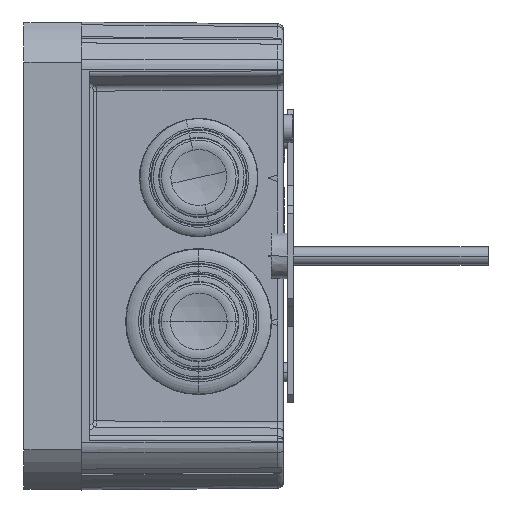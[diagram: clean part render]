
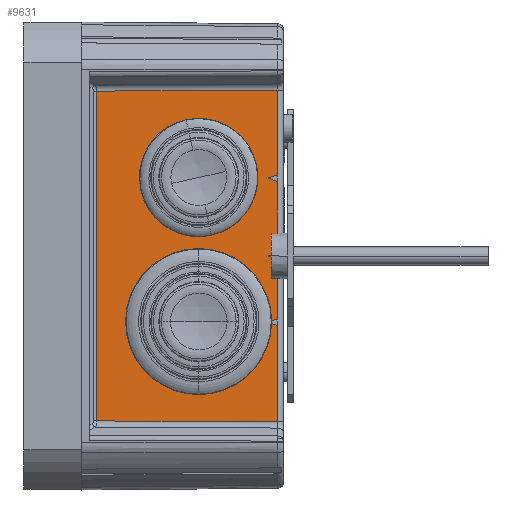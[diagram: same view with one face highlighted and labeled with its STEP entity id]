
A CAD part, left-side view. The second image highlights one B-rep face of the part: STEP entity #9631.
In plain terms, the highlighted planar face has unit normal (-1, -0.009, 0).
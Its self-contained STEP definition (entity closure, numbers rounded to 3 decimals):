
#37 = CARTESIAN_POINT ( 'NONE',  ( -69.904, 1.437, 20.271 ) ) ;
#183 = ORIENTED_EDGE ( 'NONE', *, *, #19244, .T. ) ;
#592 = CARTESIAN_POINT ( 'NONE',  ( -69.923, 3.537, 19.4 ) ) ;
#662 = CARTESIAN_POINT ( 'NONE',  ( -69.904, 1.437, 41.318 ) ) ;
#1296 = LINE ( 'NONE', #27378, #37422 ) ;
#1571 = VERTEX_POINT ( 'NONE', #4568 ) ;
#2230 = VERTEX_POINT ( 'NONE', #4196 ) ;
#2420 = DIRECTION ( 'NONE',  ( -0.008, 0.94, 0.342 ) ) ;
#2571 = CARTESIAN_POINT ( 'NONE',  ( -69.904, 1.437, -17.371 ) ) ;
#2583 = VECTOR ( 'NONE', #20853, 1000. ) ;
#2658 = VERTEX_POINT ( 'NONE', #10640 ) ;
#2739 = DIRECTION ( 'NONE',  ( 0.009, -1., -0.005 ) ) ;
#3043 = DIRECTION ( 'NONE',  ( 0., 0., -1. ) ) ;
#3361 = ORIENTED_EDGE ( 'NONE', *, *, #28022, .T. ) ;
#4196 = CARTESIAN_POINT ( 'NONE',  ( -69.904, 1.437, -15.629 ) ) ;
#4316 = DIRECTION ( 'NONE',  ( 0.009, -1., 0. ) ) ;
#4568 = CARTESIAN_POINT ( 'NONE',  ( -70.298, 46.525, 41.086 ) ) ;
#5355 = EDGE_CURVE ( 'NONE', #7613, #38850, #29737, .T. ) ;
#6096 = VECTOR ( 'NONE', #25778, 1000. ) ;
#6310 = ORIENTED_EDGE ( 'NONE', *, *, #32576, .T. ) ;
#6388 = EDGE_CURVE ( 'NONE', #31203, #2230, #39083, .T. ) ;
#6414 = CARTESIAN_POINT ( 'NONE',  ( -69.923, 3.571, -16.406 ) ) ;
#6946 = VERTEX_POINT ( 'NONE', #16298 ) ;
#7613 = VERTEX_POINT ( 'NONE', #31251 ) ;
#7978 = ORIENTED_EDGE ( 'NONE', *, *, #34981, .T. ) ;
#8217 = EDGE_CURVE ( 'NONE', #23890, #32989, #31430, .T. ) ;
#8401 = VECTOR ( 'NONE', #32025, 1000. ) ;
#9631 = ADVANCED_FACE ( 'NONE', ( #13717 ), #35326, .T. ) ;
#9691 = AXIS2_PLACEMENT_3D ( 'NONE', #592, #35726, #28827 ) ;
#10537 = CARTESIAN_POINT ( 'NONE',  ( -69.923, 3.571, -0.094 ) ) ;
#10631 = VERTEX_POINT ( 'NONE', #32923 ) ;
#10640 = CARTESIAN_POINT ( 'NONE',  ( -69.923, 3.571, 0.094 ) ) ;
#10866 = ORIENTED_EDGE ( 'NONE', *, *, #28551, .T. ) ;
#11878 = CARTESIAN_POINT ( 'NONE',  ( -69.923, 3.537, -16.5 ) ) ;
#12227 = ORIENTED_EDGE ( 'NONE', *, *, #30090, .T. ) ;
#12938 = ORIENTED_EDGE ( 'NONE', *, *, #17782, .T. ) ;
#13446 = VECTOR ( 'NONE', #32312, 1000. ) ;
#13489 = CARTESIAN_POINT ( 'NONE',  ( -69.904, 1.437, -0.871 ) ) ;
#13567 = ORIENTED_EDGE ( 'NONE', *, *, #18236, .T. ) ;
#13717 = FACE_OUTER_BOUND ( 'NONE', #29850, .T. ) ;
#14041 = CARTESIAN_POINT ( 'NONE',  ( -70.301, 46.929, 41.084 ) ) ;
#14071 = LINE ( 'NONE', #19706, #8401 ) ;
#14683 = LINE ( 'NONE', #19306, #34891 ) ;
#14690 = EDGE_CURVE ( 'NONE', #1571, #24700, #14683, .T. ) ;
#14699 = CARTESIAN_POINT ( 'NONE',  ( -69.904, 1.437, 41.318 ) ) ;
#15052 = DIRECTION ( 'NONE',  ( 1., 0.009, 0. ) ) ;
#15185 = VECTOR ( 'NONE', #22266, 1000. ) ;
#15418 = CARTESIAN_POINT ( 'NONE',  ( -69.892, 0., 42.347 ) ) ;
#16298 = CARTESIAN_POINT ( 'NONE',  ( -69.904, 1.437, 41.311 ) ) ;
#16957 = DIRECTION ( 'NONE',  ( -0.009, 1., 0. ) ) ;
#17099 = DIRECTION ( 'NONE',  ( -0.009, 1., -0.005 ) ) ;
#17719 = DIRECTION ( 'NONE',  ( 0.008, -0.94, 0.342 ) ) ;
#17782 = EDGE_CURVE ( 'NONE', #32989, #2658, #33393, .T. ) ;
#18178 = LINE ( 'NONE', #27035, #21544 ) ;
#18236 = EDGE_CURVE ( 'NONE', #10631, #31203, #33324, .T. ) ;
#18402 = VECTOR ( 'NONE', #2420, 1000. ) ;
#19244 = EDGE_CURVE ( 'NONE', #34173, #32379, #35723, .T. ) ;
#19306 = CARTESIAN_POINT ( 'NONE',  ( -70.298, 46.525, -41.084 ) ) ;
#19563 = AXIS2_PLACEMENT_3D ( 'NONE', #20807, #15052, #27708 ) ;
#19706 = CARTESIAN_POINT ( 'NONE',  ( -69.904, 1.437, 20.271 ) ) ;
#20581 = AXIS2_PLACEMENT_3D ( 'NONE', #11878, #29340, #16957 ) ;
#20649 = CARTESIAN_POINT ( 'NONE',  ( -69.923, 3.571, 19.306 ) ) ;
#20807 = CARTESIAN_POINT ( 'NONE',  ( -69.923, 3.537, 0. ) ) ;
#20853 = DIRECTION ( 'NONE',  ( 0., 0., 1. ) ) ;
#20943 = LINE ( 'NONE', #662, #31981 ) ;
#21219 = CARTESIAN_POINT ( 'NONE',  ( -69.904, 1.437, -17.371 ) ) ;
#21433 = LINE ( 'NONE', #2571, #23124 ) ;
#21544 = VECTOR ( 'NONE', #2739, 1000. ) ;
#22004 = LINE ( 'NONE', #39240, #38430 ) ;
#22192 = CARTESIAN_POINT ( 'NONE',  ( -69.904, 1.437, 18.529 ) ) ;
#22266 = DIRECTION ( 'NONE',  ( 0., 0., 1. ) ) ;
#22917 = CARTESIAN_POINT ( 'NONE',  ( -70.298, 46.525, -41.086 ) ) ;
#22972 = ORIENTED_EDGE ( 'NONE', *, *, #27530, .T. ) ;
#23124 = VECTOR ( 'NONE', #39090, 1000. ) ;
#23681 = VERTEX_POINT ( 'NONE', #21219 ) ;
#23733 = VERTEX_POINT ( 'NONE', #37 ) ;
#23890 = VERTEX_POINT ( 'NONE', #13489 ) ;
#24700 = VERTEX_POINT ( 'NONE', #22917 ) ;
#24777 = ORIENTED_EDGE ( 'NONE', *, *, #5355, .T. ) ;
#25079 = DIRECTION ( 'NONE',  ( 0., 0., 1. ) ) ;
#25325 = LINE ( 'NONE', #14041, #38044 ) ;
#25778 = DIRECTION ( 'NONE',  ( -0.008, 0.94, 0.342 ) ) ;
#26506 = CARTESIAN_POINT ( 'NONE',  ( -69.923, 3.571, 19.494 ) ) ;
#27035 = CARTESIAN_POINT ( 'NONE',  ( -69.892, -0.005, -41.318 ) ) ;
#27378 = CARTESIAN_POINT ( 'NONE',  ( -69.904, 1.437, 41.318 ) ) ;
#27530 = EDGE_CURVE ( 'NONE', #2230, #23890, #20943, .T. ) ;
#27708 = DIRECTION ( 'NONE',  ( -0.009, 1., 0. ) ) ;
#28022 = EDGE_CURVE ( 'NONE', #23733, #6946, #1296, .T. ) ;
#28070 = CARTESIAN_POINT ( 'NONE',  ( -69.904, 1.437, 41.318 ) ) ;
#28551 = EDGE_CURVE ( 'NONE', #2658, #34173, #22004, .T. ) ;
#28822 = CARTESIAN_POINT ( 'NONE',  ( -69.904, 1.437, 0.871 ) ) ;
#28827 = DIRECTION ( 'NONE',  ( 0.009, -1., 0. ) ) ;
#29340 = DIRECTION ( 'NONE',  ( 1., 0.009, 0. ) ) ;
#29737 = CIRCLE ( 'NONE', #9691, 0.1 ) ;
#29850 = EDGE_LOOP ( 'NONE', ( #35024, #13567, #34668, #22972, #39094, #12938, #10866, #183, #30351, #24777, #12227, #3361, #31175, #36714, #7978, #6310 ) ) ;
#30061 = LINE ( 'NONE', #20649, #18402 ) ;
#30090 = EDGE_CURVE ( 'NONE', #38850, #23733, #14071, .T. ) ;
#30351 = ORIENTED_EDGE ( 'NONE', *, *, #32039, .T. ) ;
#30883 = CARTESIAN_POINT ( 'NONE',  ( -69.923, 3.571, -0.094 ) ) ;
#31175 = ORIENTED_EDGE ( 'NONE', *, *, #38805, .T. ) ;
#31203 = VERTEX_POINT ( 'NONE', #35134 ) ;
#31251 = CARTESIAN_POINT ( 'NONE',  ( -69.923, 3.571, 19.306 ) ) ;
#31430 = LINE ( 'NONE', #10537, #6096 ) ;
#31981 = VECTOR ( 'NONE', #25079, 1000. ) ;
#32025 = DIRECTION ( 'NONE',  ( 0.008, -0.94, 0.342 ) ) ;
#32039 = EDGE_CURVE ( 'NONE', #32379, #7613, #30061, .T. ) ;
#32054 = AXIS2_PLACEMENT_3D ( 'NONE', #15418, #34515, #4316 ) ;
#32312 = DIRECTION ( 'NONE',  ( 0.008, -0.94, 0.342 ) ) ;
#32379 = VERTEX_POINT ( 'NONE', #22192 ) ;
#32576 = EDGE_CURVE ( 'NONE', #34980, #23681, #38313, .T. ) ;
#32923 = CARTESIAN_POINT ( 'NONE',  ( -69.923, 3.571, -16.594 ) ) ;
#32989 = VERTEX_POINT ( 'NONE', #30883 ) ;
#33324 = CIRCLE ( 'NONE', #20581, 0.1 ) ;
#33393 = CIRCLE ( 'NONE', #19563, 0.1 ) ;
#34173 = VERTEX_POINT ( 'NONE', #28822 ) ;
#34515 = DIRECTION ( 'NONE',  ( -1., -0.009, 0. ) ) ;
#34668 = ORIENTED_EDGE ( 'NONE', *, *, #6388, .T. ) ;
#34891 = VECTOR ( 'NONE', #3043, 1000. ) ;
#34980 = VERTEX_POINT ( 'NONE', #39263 ) ;
#34981 = EDGE_CURVE ( 'NONE', #24700, #34980, #18178, .T. ) ;
#35024 = ORIENTED_EDGE ( 'NONE', *, *, #36845, .T. ) ;
#35134 = CARTESIAN_POINT ( 'NONE',  ( -69.923, 3.571, -16.406 ) ) ;
#35326 = PLANE ( 'NONE',  #32054 ) ;
#35723 = LINE ( 'NONE', #28070, #15185 ) ;
#35726 = DIRECTION ( 'NONE',  ( 1., 0.009, 0. ) ) ;
#36714 = ORIENTED_EDGE ( 'NONE', *, *, #14690, .T. ) ;
#36845 = EDGE_CURVE ( 'NONE', #23681, #10631, #21433, .T. ) ;
#37422 = VECTOR ( 'NONE', #39598, 1000. ) ;
#38044 = VECTOR ( 'NONE', #17099, 1000. ) ;
#38313 = LINE ( 'NONE', #14699, #2583 ) ;
#38430 = VECTOR ( 'NONE', #17719, 1000. ) ;
#38805 = EDGE_CURVE ( 'NONE', #6946, #1571, #25325, .T. ) ;
#38850 = VERTEX_POINT ( 'NONE', #26506 ) ;
#39083 = LINE ( 'NONE', #6414, #13446 ) ;
#39090 = DIRECTION ( 'NONE',  ( -0.008, 0.94, 0.342 ) ) ;
#39094 = ORIENTED_EDGE ( 'NONE', *, *, #8217, .T. ) ;
#39240 = CARTESIAN_POINT ( 'NONE',  ( -69.904, 1.437, 0.871 ) ) ;
#39263 = CARTESIAN_POINT ( 'NONE',  ( -69.904, 1.437, -41.311 ) ) ;
#39598 = DIRECTION ( 'NONE',  ( 0., 0., 1. ) ) ;
